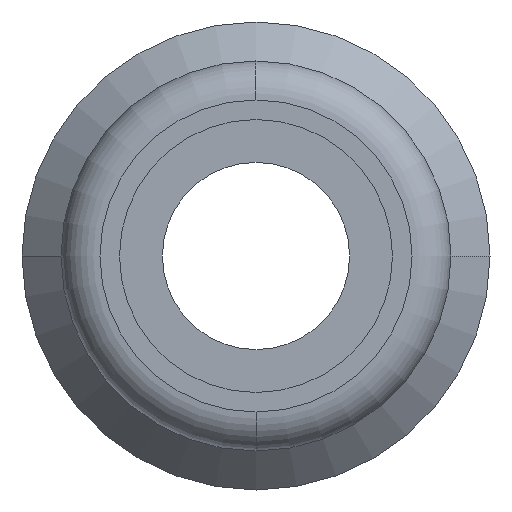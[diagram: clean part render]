
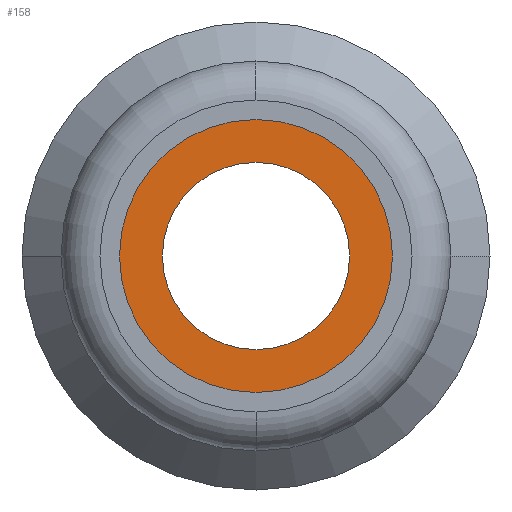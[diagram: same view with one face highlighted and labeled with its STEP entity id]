
A CAD part, front view. The second image highlights one B-rep face of the part: STEP entity #158.
In plain terms, the highlighted planar face has unit normal (0, -1, 0).
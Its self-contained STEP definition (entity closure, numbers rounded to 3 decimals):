
#158=ADVANCED_FACE('',(#331,#332),#333,.F.);
#331=FACE_BOUND('',#510,.T.);
#332=FACE_OUTER_BOUND('',#511,.T.);
#333=PLANE('',#512);
#510=EDGE_LOOP('',(#880,#881));
#511=EDGE_LOOP('',(#882,#883));
#512=AXIS2_PLACEMENT_3D('',#884,#885,#886);
#880=ORIENTED_EDGE('',*,*,#1009,.F.);
#881=ORIENTED_EDGE('',*,*,#999,.F.);
#882=ORIENTED_EDGE('',*,*,#1136,.F.);
#883=ORIENTED_EDGE('',*,*,#1024,.F.);
#884=CARTESIAN_POINT('',(0.0,19.0,0.0));
#885=DIRECTION('',(-0.0,1.0,0.0));
#886=DIRECTION('',(1.0,0.0,0.0));
#999=EDGE_CURVE('',#1168,#1170,#1171,.T.);
#1009=EDGE_CURVE('',#1170,#1168,#1186,.T.);
#1024=EDGE_CURVE('',#1210,#1208,#1212,.T.);
#1136=EDGE_CURVE('',#1208,#1210,#1368,.T.);
#1168=VERTEX_POINT('',#1400);
#1170=VERTEX_POINT('',#1403);
#1171=CIRCLE('',#1404,2.4);
#1186=CIRCLE('',#1420,2.4);
#1208=VERTEX_POINT('',#1444);
#1210=VERTEX_POINT('',#1447);
#1212=CIRCLE('',#1450,3.5);
#1368=CIRCLE('',#1640,3.5);
#1400=CARTESIAN_POINT('',(2.4,19.0,0.));
#1403=CARTESIAN_POINT('',(-2.4,19.0,0.));
#1404=AXIS2_PLACEMENT_3D('',#1676,#1677,#1678);
#1420=AXIS2_PLACEMENT_3D('',#1698,#1699,#1700);
#1444=CARTESIAN_POINT('',(3.5,19.0,0.0));
#1447=CARTESIAN_POINT('',(-3.5,19.0,0.));
#1450=AXIS2_PLACEMENT_3D('',#1726,#1727,#1728);
#1640=AXIS2_PLACEMENT_3D('',#1892,#1893,#1894);
#1676=CARTESIAN_POINT('',(0.0,19.0,0.0));
#1677=DIRECTION('',(0.0,-1.0,0.0));
#1678=DIRECTION('',(1.0,0.0,0.0));
#1698=CARTESIAN_POINT('',(0.0,19.0,0.0));
#1699=DIRECTION('',(0.0,-1.0,0.0));
#1700=DIRECTION('',(1.0,0.0,0.0));
#1726=CARTESIAN_POINT('',(0.0,19.0,0.0));
#1727=DIRECTION('',(-0.0,1.0,0.0));
#1728=DIRECTION('',(1.0,0.0,0.0));
#1892=CARTESIAN_POINT('',(0.0,19.0,0.0));
#1893=DIRECTION('',(-0.0,1.0,0.0));
#1894=DIRECTION('',(1.0,0.0,0.0));
